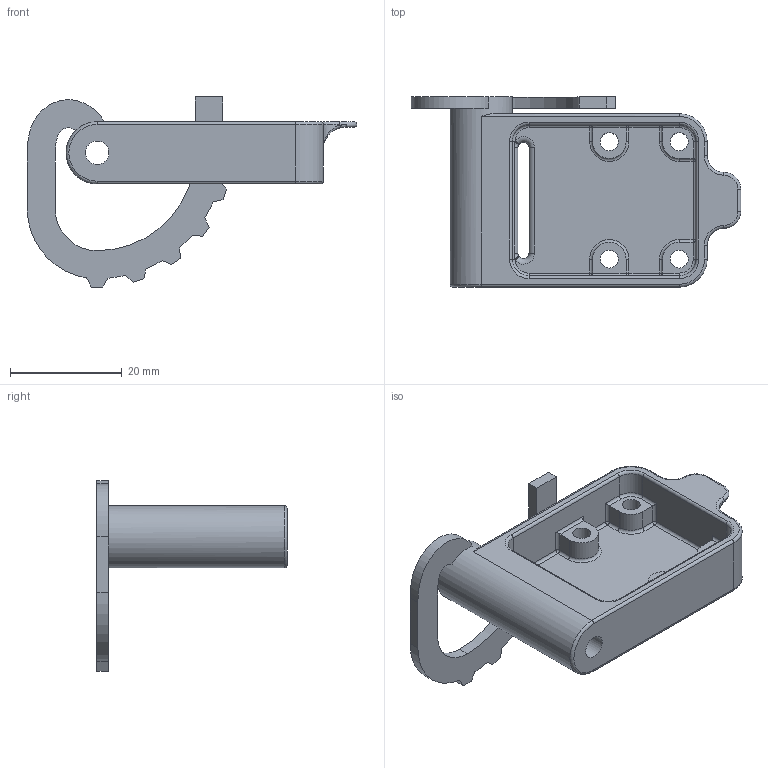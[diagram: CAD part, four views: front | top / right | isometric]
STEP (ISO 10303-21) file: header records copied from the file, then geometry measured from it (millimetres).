
FILE_DESCRIPTION(/* description */ ('STEP AP242','CAx-IF Rec.Pracs.---Representation and Presentation of Product Manufacturing Information (PMI)---4.0---2014-10-13','CAx-IF Rec.Pracs.---3D Tessellated Geometry---0.4---2014-09-14','2;1'),/* implementation_level */ '2;1');
FILE_NAME(/* name */ 'ASM, MAIN, JETSON TRAVEL CASE - BRACKET, CSI CAMERA, RIGHT STEREO, PIVOTING',/* time_stamp */ '2025-01-20T01:45:06Z',/* author */ (''),/* organization */ (''),/* preprocessor_version */ 'ST-DEVELOPER v20',/* originating_system */ 'ONSHAPE BY PTC INC, 1.192',/* authorisation */ ' ');
FILE_SCHEMA (('AP242_MANAGED_MODEL_BASED_3D_ENGINEERING_MIM_LF { 1 0 10303 442 1 1 4 }'));
Length unit declared in the file: metre
Products named in the file (1): BRACKET, CSI CAMERA, RIGHT STEREO, PIVOTING
Bounding box: 58.92 x 34 x 34 mm (x, y, z)
Volume: 8296 mm3; surface area: 7309.6 mm2
Topology: 1 solids, 1 shells, 164 faces, 414 edges, 242 vertices
Faces by surface type: cylinder 74, plane 49, torus 23, bspline 10, sphere 8
Full cylindrical faces by diameter (mm): 3.2 x4, 4.2 x1, 11.12 x1
Entity records: 5012 total; most frequent: CARTESIAN_POINT 1096, DIRECTION 854, ORIENTED_EDGE 792, EDGE_CURVE 396, AXIS2_PLACEMENT_3D 326, VERTEX_POINT 240, LINE 202, VECTOR 202
